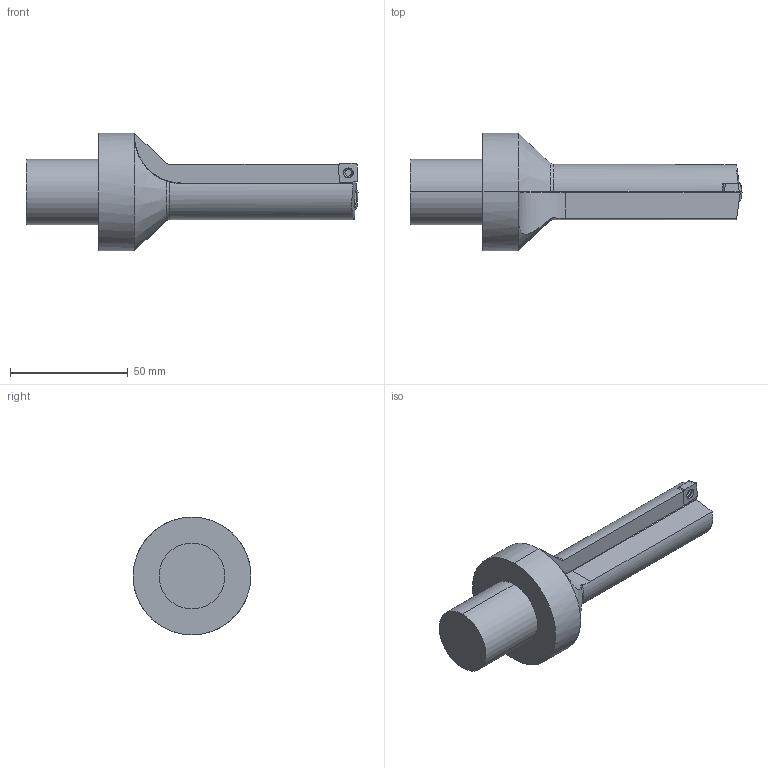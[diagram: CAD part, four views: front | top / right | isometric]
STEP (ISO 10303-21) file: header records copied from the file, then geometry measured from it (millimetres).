
FILE_DESCRIPTION((''),'2;1');
FILE_NAME('1088024595_ASM','2021-02-02T11:58:42',('thiemer'),(''),'CREO PARAMETRIC BY PTC INC, 2020053','CREO PARAMETRIC BY PTC INC, 2020053','');
FILE_SCHEMA(('AP242_MANAGED_MODEL_BASED_3D_ENGINEERING_MIM_LF { 1 0 10303 442 1 1 4 }'));
Length unit declared in the file: millimetre
Products named in the file (3): 1088024595NC; 1088024595C; 1088024595_ASM
Assembly tree (3 placements, depth 2):
  1088024595_ASM
    1088024595NC
    1088024595C  x2
Bounding box: 141 x 50 x 50 mm (x, y, z)
Volume: 84218.9 mm3; surface area: 16924.9 mm2
Topology: 3 solids, 3 shells, 78 faces, 283 edges, 213 vertices
Faces by surface type: plane 32, cylinder 30, torus 10, cone 6
Entity records: 4137 total; most frequent: CARTESIAN_POINT 638, DIRECTION 451, ORIENTED_EDGE 294, PRESENTATION_STYLE_ASSIGNMENT 256, STYLED_ITEM 256, CURVE_STYLE 253, AXIS2_PLACEMENT_3D 151, VECTOR 149
